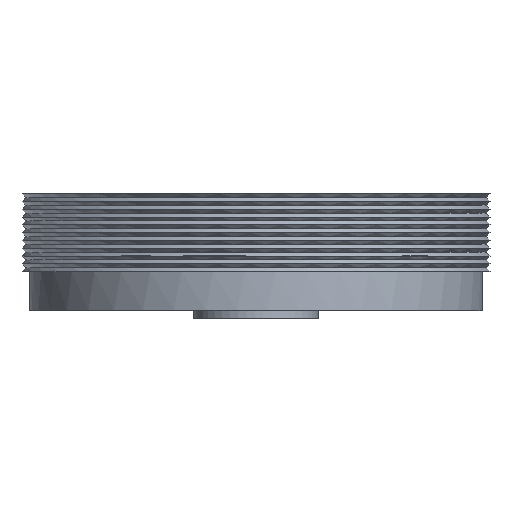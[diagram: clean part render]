
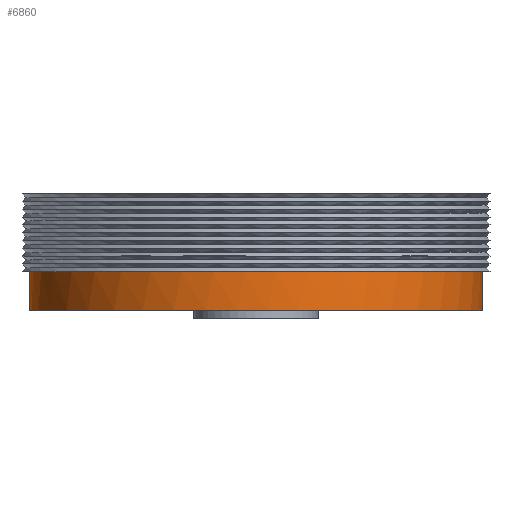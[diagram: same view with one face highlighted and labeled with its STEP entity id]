
A CAD part, front view. The second image highlights one B-rep face of the part: STEP entity #6860.
In plain terms, the highlighted free-form (B-spline) face has degree [2, 1] with [5, 2] control points.
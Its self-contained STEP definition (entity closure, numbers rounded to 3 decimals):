
#6860 = ADVANCED_FACE('',(#6861),#6897,.T.);
#6861 = FACE_BOUND('',#6862,.T.);
#6862 = EDGE_LOOP('',(#6863,#6875,#6882,#6892));
#6863 = ORIENTED_EDGE('',*,*,#6864,.F.);
#6864 = EDGE_CURVE('',#6865,#6867,#6869,.T.);
#6865 = VERTEX_POINT('',#6866);
#6866 = CARTESIAN_POINT('',(48.84,0.,
    -16.841));
#6867 = VERTEX_POINT('',#6868);
#6868 = CARTESIAN_POINT('',(-48.84,0.,
    -16.841));
#6869 = ( BOUNDED_CURVE() B_SPLINE_CURVE(2,(#6870,#6871,#6872,#6873,
#6874),.UNSPECIFIED.,.F.,.F.) B_SPLINE_CURVE_WITH_KNOTS((3,2,3),(
    0.,1.571,3.142),
.PIECEWISE_BEZIER_KNOTS.) CURVE() GEOMETRIC_REPRESENTATION_ITEM() 
RATIONAL_B_SPLINE_CURVE((1.,0.707,1.,0.707,1.)) 
REPRESENTATION_ITEM('') );
#6870 = CARTESIAN_POINT('',(48.84,0.,
    -16.841));
#6871 = CARTESIAN_POINT('',(48.84,-48.84,
    -16.841));
#6872 = CARTESIAN_POINT('',(0.,-48.84,
    -16.841));
#6873 = CARTESIAN_POINT('',(-48.84,-48.84,
    -16.841));
#6874 = CARTESIAN_POINT('',(-48.84,0.,
    -16.841));
#6875 = ORIENTED_EDGE('',*,*,#6876,.F.);
#6876 = EDGE_CURVE('',#6877,#6865,#6879,.T.);
#6877 = VERTEX_POINT('',#6878);
#6878 = CARTESIAN_POINT('',(48.84,0.,
    -25.262));
#6879 = B_SPLINE_CURVE_WITH_KNOTS('',1,(#6880,#6881),.UNSPECIFIED.,.F.,
  .F.,(2,2),(0.,10.),.PIECEWISE_BEZIER_KNOTS.);
#6880 = CARTESIAN_POINT('',(48.84,0.,-25.262));
#6881 = CARTESIAN_POINT('',(48.84,0.,-16.841));
#6882 = ORIENTED_EDGE('',*,*,#6883,.F.);
#6883 = EDGE_CURVE('',#6884,#6877,#6886,.T.);
#6884 = VERTEX_POINT('',#6885);
#6885 = CARTESIAN_POINT('',(-48.84,0.,
    -25.262));
#6886 = ( BOUNDED_CURVE() B_SPLINE_CURVE(2,(#6887,#6888,#6889,#6890,
#6891),.UNSPECIFIED.,.F.,.F.) B_SPLINE_CURVE_WITH_KNOTS((3,2,3),(
    3.142,4.712,6.283),
.PIECEWISE_BEZIER_KNOTS.) CURVE() GEOMETRIC_REPRESENTATION_ITEM() 
RATIONAL_B_SPLINE_CURVE((1.,0.707,1.,0.707,1.)) 
REPRESENTATION_ITEM('') );
#6887 = CARTESIAN_POINT('',(-48.84,0.,
    -25.262));
#6888 = CARTESIAN_POINT('',(-48.84,-48.84,
    -25.262));
#6889 = CARTESIAN_POINT('',(0.,-48.84,
    -25.262));
#6890 = CARTESIAN_POINT('',(48.84,-48.84,
    -25.262));
#6891 = CARTESIAN_POINT('',(48.84,0.,
    -25.262));
#6892 = ORIENTED_EDGE('',*,*,#6893,.F.);
#6893 = EDGE_CURVE('',#6867,#6884,#6894,.T.);
#6894 = B_SPLINE_CURVE_WITH_KNOTS('',1,(#6895,#6896),.UNSPECIFIED.,.F.,
  .F.,(2,2),(0.,10.),.PIECEWISE_BEZIER_KNOTS.);
#6895 = CARTESIAN_POINT('',(-48.84,0.,-16.841));
#6896 = CARTESIAN_POINT('',(-48.84,0.,-25.262));
#6897 = ( BOUNDED_SURFACE() B_SPLINE_SURFACE(2,1,(
    (#6898,#6899)
    ,(#6900,#6901)
    ,(#6902,#6903)
    ,(#6904,#6905)
    ,(#6906,#6907
)),.UNSPECIFIED.,.F.,.F.,.F.) B_SPLINE_SURFACE_WITH_KNOTS((3,2,3),(2,2),
  (0.,1.571,3.142),(0.,10.),.PIECEWISE_BEZIER_KNOTS.) 
GEOMETRIC_REPRESENTATION_ITEM() RATIONAL_B_SPLINE_SURFACE((
    (1.,1.)
    ,(0.707,0.707)
    ,(1.,1.)
    ,(0.707,0.707)
,(1.,1.))) REPRESENTATION_ITEM('') SURFACE() );
#6898 = CARTESIAN_POINT('',(48.84,0.,
    -25.262));
#6899 = CARTESIAN_POINT('',(48.84,0.,
    -16.841));
#6900 = CARTESIAN_POINT('',(48.84,-48.84,
    -25.262));
#6901 = CARTESIAN_POINT('',(48.84,-48.84,
    -16.841));
#6902 = CARTESIAN_POINT('',(0.,-48.84,
    -25.262));
#6903 = CARTESIAN_POINT('',(0.,-48.84,
    -16.841));
#6904 = CARTESIAN_POINT('',(-48.84,-48.84,
    -25.262));
#6905 = CARTESIAN_POINT('',(-48.84,-48.84,
    -16.841));
#6906 = CARTESIAN_POINT('',(-48.84,0.,
    -25.262));
#6907 = CARTESIAN_POINT('',(-48.84,0.,
    -16.841));
